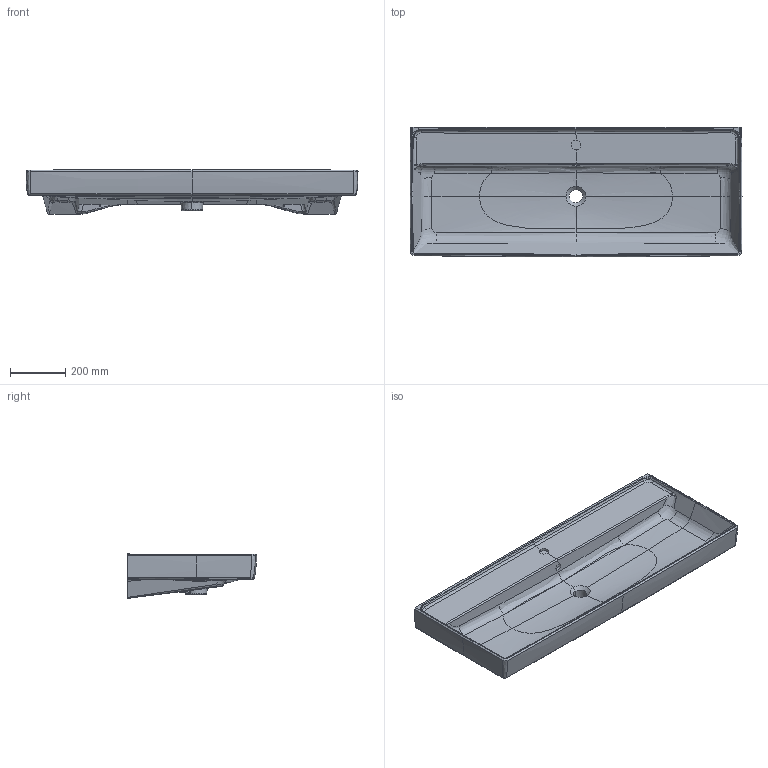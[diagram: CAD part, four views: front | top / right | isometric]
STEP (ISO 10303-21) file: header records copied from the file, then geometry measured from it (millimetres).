
FILE_DESCRIPTION(/* description */ (''),/* implementation_level */ '2;1');
FILE_NAME(/* name */ '4A33C5_Tibet_SWT_120.stp',/* time_stamp */ '2018-11-21T12:27:16+01:00',/* author */ (''),/* organization */ (''),/* preprocessor_version */ 'ST-DEVELOPER v16',/* originating_system */ 'SIEMENS PLM Software NX 10.0',/* authorisation */ '');
FILE_SCHEMA (('AUTOMOTIVE_DESIGN { 1 0 10303 214 3 1 1 1 }'));
Products named in the file (1): Sier1884FB70j44y
Bounding box: 1199.84 x 469.68 x 162 mm (x, y, z)
Volume: 28401476.9 mm3; surface area: 1660282.7 mm2
Topology: 1 solids, 1 shells, 368 faces, 896 edges, 512 vertices
Faces by surface type: bspline 303, plane 19, extrusion 11, cone 10, torus 8, sphere 8, cylinder 5, revolution 4
Entity records: 38032 total; most frequent: CARTESIAN_POINT 32064, ORIENTED_EDGE 1760, EDGE_CURVE 880, B_SPLINE_CURVE_WITH_KNOTS 580, VERTEX_POINT 512, DIRECTION 472, ADVANCED_FACE 368, FACE_OUTER_BOUND 368
